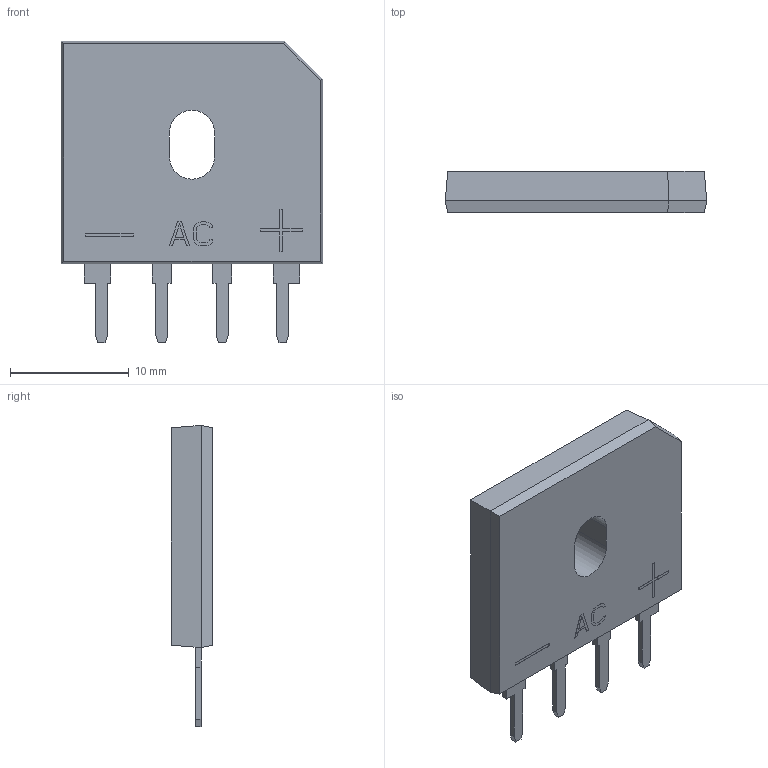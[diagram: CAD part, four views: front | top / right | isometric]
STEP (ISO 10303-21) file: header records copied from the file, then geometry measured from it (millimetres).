
FILE_DESCRIPTION((''),'2;1');
FILE_NAME('GBU_4P','2022-10-26T13:29:05',('win'),(''),'CREO PARAMETRIC BY PTC INC, 2020033','CREO PARAMETRIC BY PTC INC, 2020033','');
FILE_SCHEMA(('AUTOMOTIVE_DESIGN { 1 0 10303 214 1 1 1 1 }'));
Length unit declared in the file: millimetre
Products named in the file (1): GBU_4P
Bounding box: 22 x 3.48 x 25.35 mm (x, y, z)
Volume: 1322.2 mm3; surface area: 1170.5 mm2
Topology: 1 solids, 1 shells, 290 faces, 773 edges, 511 vertices
Faces by surface type: plane 209, extrusion 73, cylinder 8
Entity records: 11718 total; most frequent: CARTESIAN_POINT 2443, ORIENTED_EDGE 1546, DIRECTION 1150, EDGE_CURVE 773, VECTOR 684, LINE 611, VERTEX_POINT 511, PRESENTATION_STYLE_ASSIGNMENT 363
